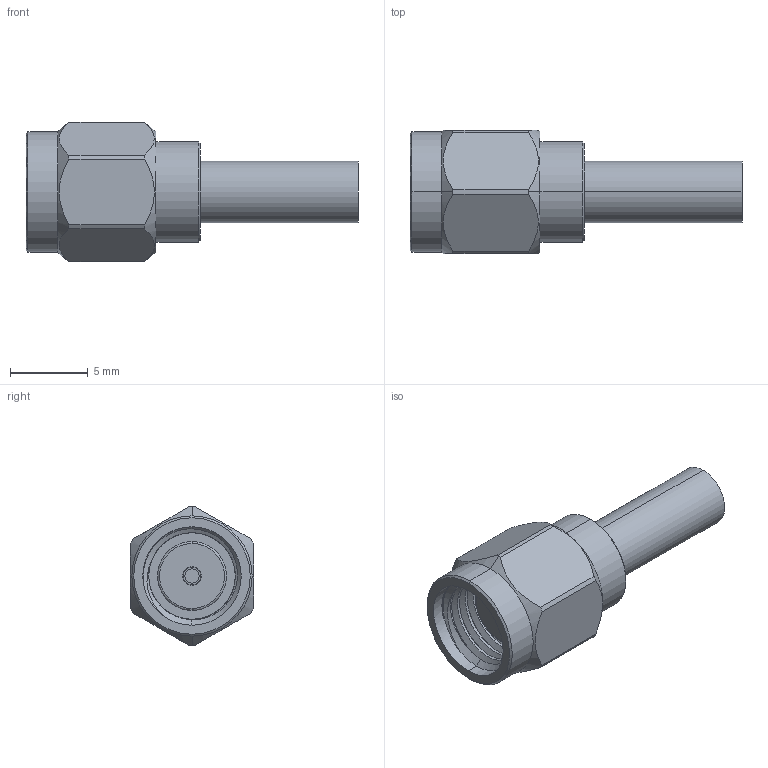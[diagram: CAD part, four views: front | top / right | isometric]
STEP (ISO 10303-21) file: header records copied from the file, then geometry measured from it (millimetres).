
FILE_DESCRIPTION (( 'STEP AP203' ), '1' );
FILE_NAME ('FMCN1883.STEP', '2022-01-21T18:13:23', ( '' ), ( '' ), 'SwSTEP 2.0', 'SolidWorks 2021', '' );
FILE_SCHEMA (( 'CONFIG_CONTROL_DESIGN' ));
Length unit declared in the file: inch
Products named in the file (1): FMCN1883
Bounding box: 21.41 x 7.94 x 8.99 mm (x, y, z)
Volume: 490.1 mm3; surface area: 940.2 mm2
Topology: 3 solids, 3 shells, 104 faces, 253 edges, 160 vertices
Faces by surface type: cylinder 49, plane 31, cone 19, bspline 5
Entity records: 5371 total; most frequent: CARTESIAN_POINT 2997, ORIENTED_EDGE 506, DIRECTION 455, EDGE_CURVE 253, AXIS2_PLACEMENT_3D 186, VERTEX_POINT 160, EDGE_LOOP 113, ADVANCED_FACE 104
